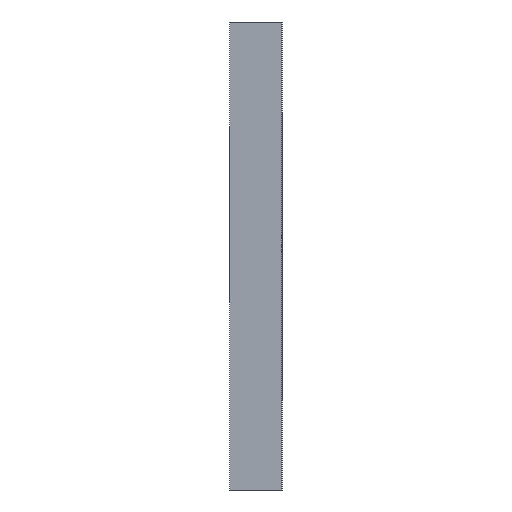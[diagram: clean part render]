
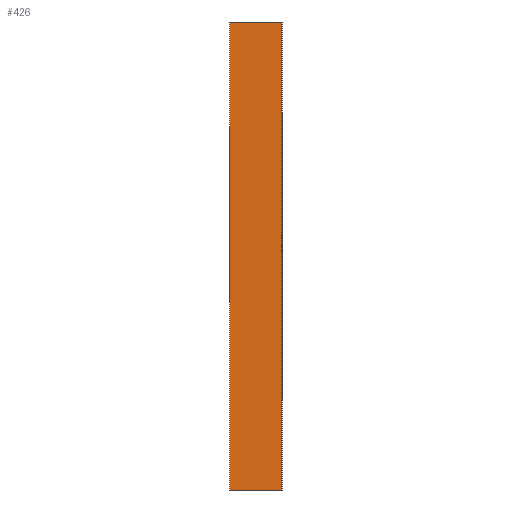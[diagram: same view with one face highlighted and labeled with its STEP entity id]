
A CAD part, left-side view. The second image highlights one B-rep face of the part: STEP entity #426.
In plain terms, the highlighted planar face has unit normal (-1, 0, 0).
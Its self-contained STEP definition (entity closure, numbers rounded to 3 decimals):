
#22 = VERTEX_POINT('',#23);
#23 = CARTESIAN_POINT('',(-189.,0.,-5.));
#31 = EDGE_CURVE('',#22,#32,#34,.T.);
#32 = VERTEX_POINT('',#33);
#33 = CARTESIAN_POINT('',(-189.,-5.,-5.));
#34 = LINE('',#35,#36);
#35 = CARTESIAN_POINT('',(-189.,0.,-5.));
#36 = VECTOR('',#37,1.);
#37 = DIRECTION('',(0.,-1.,0.));
#61 = EDGE_CURVE('',#62,#22,#64,.T.);
#62 = VERTEX_POINT('',#63);
#63 = CARTESIAN_POINT('',(-189.,0.,-50.));
#64 = LINE('',#65,#66);
#65 = CARTESIAN_POINT('',(-189.,0.,-50.));
#66 = VECTOR('',#67,1.);
#67 = DIRECTION('',(0.,0.,1.));
#261 = EDGE_CURVE('',#262,#32,#264,.T.);
#262 = VERTEX_POINT('',#263);
#263 = CARTESIAN_POINT('',(-189.,-5.,-50.));
#264 = LINE('',#265,#266);
#265 = CARTESIAN_POINT('',(-189.,-5.,-50.));
#266 = VECTOR('',#267,1.);
#267 = DIRECTION('',(0.,0.,1.));
#426 = ADVANCED_FACE('',(#427),#438,.T.);
#427 = FACE_BOUND('',#428,.T.);
#428 = EDGE_LOOP('',(#429,#435,#436,#437));
#429 = ORIENTED_EDGE('',*,*,#430,.T.);
#430 = EDGE_CURVE('',#62,#262,#431,.T.);
#431 = LINE('',#432,#433);
#432 = CARTESIAN_POINT('',(-189.,0.,-50.));
#433 = VECTOR('',#434,1.);
#434 = DIRECTION('',(0.,-1.,0.));
#435 = ORIENTED_EDGE('',*,*,#261,.T.);
#436 = ORIENTED_EDGE('',*,*,#31,.F.);
#437 = ORIENTED_EDGE('',*,*,#61,.F.);
#438 = PLANE('',#439);
#439 = AXIS2_PLACEMENT_3D('',#440,#441,#442);
#440 = CARTESIAN_POINT('',(-189.,0.,-50.));
#441 = DIRECTION('',(-1.,0.,0.));
#442 = DIRECTION('',(0.,0.,1.));
